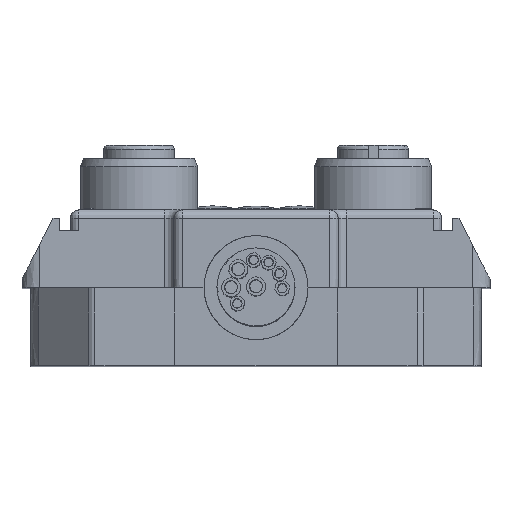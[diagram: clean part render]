
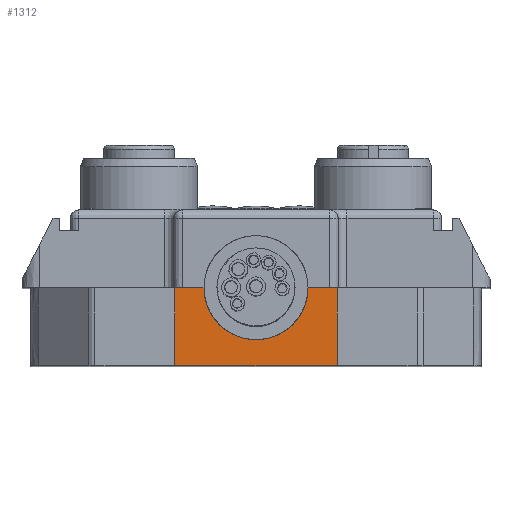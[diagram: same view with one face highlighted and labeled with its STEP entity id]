
A CAD part, top view. The second image highlights one B-rep face of the part: STEP entity #1312.
In plain terms, the highlighted free-form (B-spline) face has degree [1, 1] with [2, 2] control points.
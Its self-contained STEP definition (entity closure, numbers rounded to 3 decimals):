
#1207=CARTESIAN_POINT('',(6.,9.,-25.05));
#1208=VERTEX_POINT('',#1207);
#1214=CARTESIAN_POINT('',(8.812,9.,-25.05));
#1215=VERTEX_POINT('',#1214);
#1216=CARTESIAN_POINT('',(6.,9.,-25.05));
#1217=CARTESIAN_POINT('',(8.812,9.,-25.05));
#1218=B_SPLINE_CURVE_WITH_KNOTS('',1,(#1216,#1217),.POLYLINE_FORM.,.F.,.U.,(2,2),(0.,1.),.UNSPECIFIED.);
#1219=EDGE_CURVE('',#1208,#1215,#1218,.T.);
#1237=CARTESIAN_POINT('',(-6.,9.,-25.05));
#1238=VERTEX_POINT('',#1237);
#1245=CARTESIAN_POINT('',(-8.812,9.,-25.05));
#1246=VERTEX_POINT('',#1245);
#1254=CARTESIAN_POINT('',(-8.812,9.,-25.05));
#1255=CARTESIAN_POINT('',(-6.,9.,-25.05));
#1256=B_SPLINE_CURVE_WITH_KNOTS('',1,(#1254,#1255),.POLYLINE_FORM.,.F.,.U.,(2,2),(0.,1.),.UNSPECIFIED.);
#1257=EDGE_CURVE('',#1246,#1238,#1256,.T.);
#1262=CARTESIAN_POINT('',(25.343,34.343,-25.05));
#1263=CARTESIAN_POINT('',(25.343,-16.343,-25.05));
#1264=CARTESIAN_POINT('',(-25.343,34.343,-25.05));
#1265=CARTESIAN_POINT('',(-25.343,-16.343,-25.05));
#1266=B_SPLINE_SURFACE_WITH_KNOTS('',1,1,((#1262,#1263),(#1264,#1265)),.PLANE_SURF.,.F.,.F.,.U.,(2,2),(2,2),(0.,1.),(0.,1.),.UNSPECIFIED.);
#1267=CARTESIAN_POINT('',(6.,9.,-25.05));
#1268=CARTESIAN_POINT('',(6.,3.,-25.05));
#1269=CARTESIAN_POINT('',(0.,3.,-25.05));
#1270=CARTESIAN_POINT('',(-6.,3.,-25.05));
#1271=CARTESIAN_POINT('',(-6.,9.,-25.05));
#1272=(BOUNDED_CURVE()B_SPLINE_CURVE(2,(#1267,#1268,#1269,#1270,#1271),.CIRCULAR_ARC.,.F.,.U.)B_SPLINE_CURVE_WITH_KNOTS((3,2,3),(0.,0.5,1.),.UNSPECIFIED.)CURVE()GEOMETRIC_REPRESENTATION_ITEM()RATIONAL_B_SPLINE_CURVE((1.,0.707,1.,0.707,1.))REPRESENTATION_ITEM(''));
#1273=EDGE_CURVE('',#1208,#1238,#1272,.T.);
#1274=ORIENTED_EDGE('',*,*,#1273,.T.);
#1275=ORIENTED_EDGE('',*,*,#1257,.F.);
#1276=CARTESIAN_POINT('',(-9.4,9.,-25.05));
#1277=VERTEX_POINT('',#1276);
#1278=CARTESIAN_POINT('',(-8.812,9.,-25.05));
#1279=CARTESIAN_POINT('',(-9.4,9.,-25.05));
#1280=B_SPLINE_CURVE_WITH_KNOTS('',1,(#1278,#1279),.POLYLINE_FORM.,.F.,.U.,(2,2),(0.,1.),.UNSPECIFIED.);
#1281=EDGE_CURVE('',#1246,#1277,#1280,.T.);
#1282=ORIENTED_EDGE('',*,*,#1281,.T.);
#1283=CARTESIAN_POINT('',(-9.4,0.,-25.05));
#1284=VERTEX_POINT('',#1283);
#1285=CARTESIAN_POINT('',(-9.4,9.,-25.05));
#1286=CARTESIAN_POINT('',(-9.4,0.,-25.05));
#1287=B_SPLINE_CURVE_WITH_KNOTS('',1,(#1285,#1286),.POLYLINE_FORM.,.F.,.U.,(2,2),(0.,1.),.UNSPECIFIED.);
#1288=EDGE_CURVE('',#1277,#1284,#1287,.T.);
#1289=ORIENTED_EDGE('',*,*,#1288,.T.);
#1290=CARTESIAN_POINT('',(9.4,0.,-25.05));
#1291=VERTEX_POINT('',#1290);
#1292=CARTESIAN_POINT('',(-9.4,0.,-25.05));
#1293=CARTESIAN_POINT('',(9.4,0.,-25.05));
#1294=B_SPLINE_CURVE_WITH_KNOTS('',1,(#1292,#1293),.POLYLINE_FORM.,.F.,.U.,(2,2),(0.,1.),.UNSPECIFIED.);
#1295=EDGE_CURVE('',#1284,#1291,#1294,.T.);
#1296=ORIENTED_EDGE('',*,*,#1295,.T.);
#1297=CARTESIAN_POINT('',(9.4,9.,-25.05));
#1298=VERTEX_POINT('',#1297);
#1299=CARTESIAN_POINT('',(9.4,0.,-25.05));
#1300=CARTESIAN_POINT('',(9.4,9.,-25.05));
#1301=B_SPLINE_CURVE_WITH_KNOTS('',1,(#1299,#1300),.POLYLINE_FORM.,.F.,.U.,(2,2),(0.,1.),.UNSPECIFIED.);
#1302=EDGE_CURVE('',#1291,#1298,#1301,.T.);
#1303=ORIENTED_EDGE('',*,*,#1302,.T.);
#1304=CARTESIAN_POINT('',(9.4,9.,-25.05));
#1305=CARTESIAN_POINT('',(8.812,9.,-25.05));
#1306=B_SPLINE_CURVE_WITH_KNOTS('',1,(#1304,#1305),.POLYLINE_FORM.,.F.,.U.,(2,2),(0.,1.),.UNSPECIFIED.);
#1307=EDGE_CURVE('',#1298,#1215,#1306,.T.);
#1308=ORIENTED_EDGE('',*,*,#1307,.T.);
#1309=ORIENTED_EDGE('',*,*,#1219,.F.);
#1310=EDGE_LOOP('',(#1274,#1275,#1282,#1289,#1296,#1303,#1308,#1309));
#1311=FACE_OUTER_BOUND('',#1310,.T.);
#1312=ADVANCED_FACE('',(#1311),#1266,.T.);
